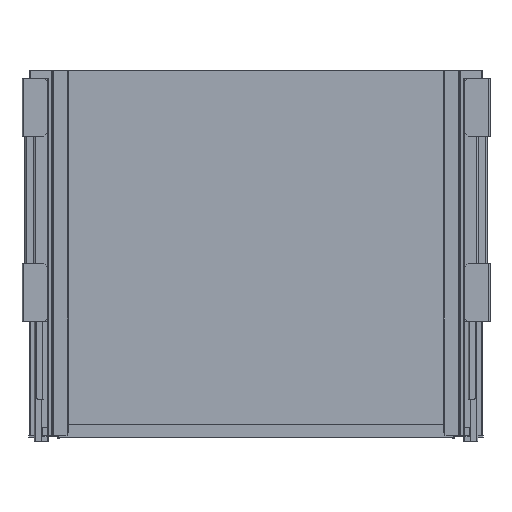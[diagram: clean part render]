
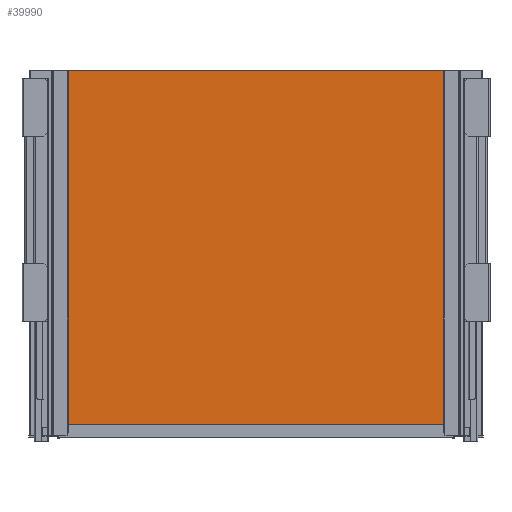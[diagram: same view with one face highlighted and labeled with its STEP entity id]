
A CAD part, front view. The second image highlights one B-rep face of the part: STEP entity #39990.
In plain terms, the highlighted planar face has unit normal (0, -1, 0).
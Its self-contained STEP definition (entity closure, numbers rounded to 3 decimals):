
#3607 = ORIENTED_EDGE ( 'NONE', *, *, #39645, .F. ) ;
#4543 = DIRECTION ( 'NONE',  ( 0., 0., -1. ) ) ;
#4812 = DIRECTION ( 'NONE',  ( 1., 0., 0. ) ) ;
#6585 = ORIENTED_EDGE ( 'NONE', *, *, #58478, .F. ) ;
#7045 = VECTOR ( 'NONE', #52031, 1000. ) ;
#8719 = VERTEX_POINT ( 'NONE', #38867 ) ;
#9230 = VERTEX_POINT ( 'NONE', #44595 ) ;
#10791 = ORIENTED_EDGE ( 'NONE', *, *, #15607, .F. ) ;
#11898 = AXIS2_PLACEMENT_3D ( 'NONE', #40301, #47033, #30090 ) ;
#12813 = VERTEX_POINT ( 'NONE', #46529 ) ;
#14456 = PLANE ( 'NONE',  #11898 ) ;
#15607 = EDGE_CURVE ( 'NONE', #9230, #8719, #32209, .T. ) ;
#16099 = ORIENTED_EDGE ( 'NONE', *, *, #16612, .F. ) ;
#16612 = EDGE_CURVE ( 'NONE', #8719, #12813, #60967, .T. ) ;
#18020 = CARTESIAN_POINT ( 'NONE',  ( 244.5, 0., -426. ) ) ;
#19166 = FACE_OUTER_BOUND ( 'NONE', #56636, .T. ) ;
#19674 = CARTESIAN_POINT ( 'NONE',  ( -244.5, 0., -426. ) ) ;
#23554 = VERTEX_POINT ( 'NONE', #18020 ) ;
#23679 = CARTESIAN_POINT ( 'NONE',  ( -244.5, 0., 0. ) ) ;
#24456 = DIRECTION ( 'NONE',  ( -1., 0., 0. ) ) ;
#30090 = DIRECTION ( 'NONE',  ( 0., 0., 1. ) ) ;
#32209 = LINE ( 'NONE', #37219, #7045 ) ;
#32570 = VECTOR ( 'NONE', #4543, 1000. ) ;
#32884 = CARTESIAN_POINT ( 'NONE',  ( 244.5, 0., -426. ) ) ;
#37219 = CARTESIAN_POINT ( 'NONE',  ( -244.5, 0., -426. ) ) ;
#38867 = CARTESIAN_POINT ( 'NONE',  ( -244.5, 0., 0. ) ) ;
#39645 = EDGE_CURVE ( 'NONE', #23554, #9230, #52454, .T. ) ;
#39990 = ADVANCED_FACE ( 'NONE', ( #19166 ), #14456, .F. ) ;
#40301 = CARTESIAN_POINT ( 'NONE',  ( 0., 0., 0. ) ) ;
#44595 = CARTESIAN_POINT ( 'NONE',  ( -244.5, 0., -426. ) ) ;
#46529 = CARTESIAN_POINT ( 'NONE',  ( 244.5, 0., 0. ) ) ;
#47033 = DIRECTION ( 'NONE',  ( 0., 1., 0. ) ) ;
#51006 = VECTOR ( 'NONE', #24456, 1000. ) ;
#52031 = DIRECTION ( 'NONE',  ( 0., 0., 1. ) ) ;
#52454 = LINE ( 'NONE', #19674, #51006 ) ;
#54673 = LINE ( 'NONE', #32884, #32570 ) ;
#55020 = VECTOR ( 'NONE', #4812, 1000. ) ;
#56636 = EDGE_LOOP ( 'NONE', ( #10791, #3607, #6585, #16099 ) ) ;
#58478 = EDGE_CURVE ( 'NONE', #12813, #23554, #54673, .T. ) ;
#60967 = LINE ( 'NONE', #23679, #55020 ) ;
